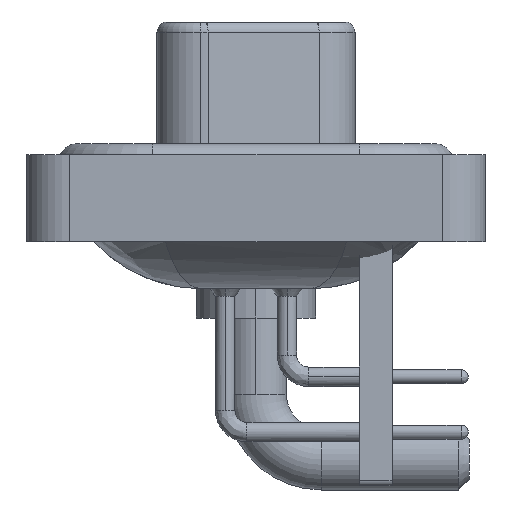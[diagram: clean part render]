
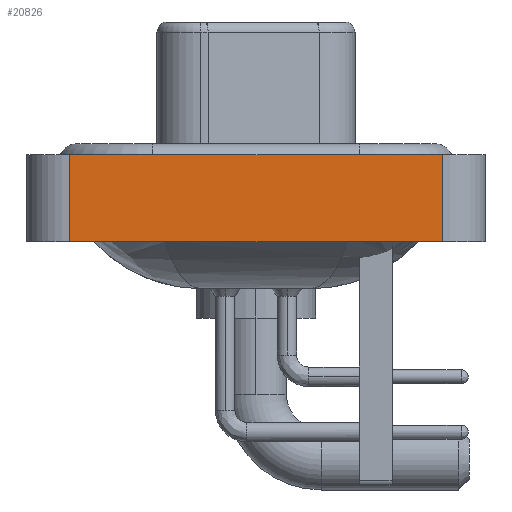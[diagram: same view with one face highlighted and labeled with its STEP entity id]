
A CAD part, left-side view. The second image highlights one B-rep face of the part: STEP entity #20826.
In plain terms, the highlighted planar face has unit normal (-1, 0, 0).
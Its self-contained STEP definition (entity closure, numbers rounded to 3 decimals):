
#869 = ORIENTED_EDGE ( 'NONE', *, *, #12987, .T. ) ;
#891 = DIRECTION ( 'NONE',  ( -1., 0., 0. ) ) ;
#1203 = VERTEX_POINT ( 'NONE', #20205 ) ;
#4936 = LINE ( 'NONE', #14312, #19347 ) ;
#5633 = AXIS2_PLACEMENT_3D ( 'NONE', #14858, #891, #10265 ) ;
#5647 = CARTESIAN_POINT ( 'NONE',  ( -7.35, -8.55, -3.6 ) ) ;
#5803 = FACE_OUTER_BOUND ( 'NONE', #20342, .T. ) ;
#6408 = LINE ( 'NONE', #8566, #21713 ) ;
#6651 = ORIENTED_EDGE ( 'NONE', *, *, #20579, .F. ) ;
#8566 = CARTESIAN_POINT ( 'NONE',  ( -7.35, -8.55, -3.6 ) ) ;
#8840 = CARTESIAN_POINT ( 'NONE',  ( -7.35, 8.55, -3.6 ) ) ;
#10265 = DIRECTION ( 'NONE',  ( 0., 0., 1. ) ) ;
#10270 = LINE ( 'NONE', #5647, #26276 ) ;
#10421 = PLANE ( 'NONE',  #5633 ) ;
#11067 = CARTESIAN_POINT ( 'NONE',  ( -7.35, 8.55, -3.6 ) ) ;
#12987 = EDGE_CURVE ( 'NONE', #1203, #13303, #6408, .T. ) ;
#13303 = VERTEX_POINT ( 'NONE', #19555 ) ;
#13622 = DIRECTION ( 'NONE',  ( 0., 0., 1. ) ) ;
#14230 = EDGE_CURVE ( 'NONE', #29187, #1203, #10270, .T. ) ;
#14312 = CARTESIAN_POINT ( 'NONE',  ( -7.35, -8.55, 0.4 ) ) ;
#14858 = CARTESIAN_POINT ( 'NONE',  ( -7.35, -8.55, -3.6 ) ) ;
#15639 = LINE ( 'NONE', #11067, #28780 ) ;
#17013 = DIRECTION ( 'NONE',  ( 0., -1., 0. ) ) ;
#18544 = DIRECTION ( 'NONE',  ( 0., 0., 1. ) ) ;
#19347 = VECTOR ( 'NONE', #23671, 1000. ) ;
#19555 = CARTESIAN_POINT ( 'NONE',  ( -7.35, -8.55, 0.4 ) ) ;
#20205 = CARTESIAN_POINT ( 'NONE',  ( -7.35, -8.55, -3.6 ) ) ;
#20342 = EDGE_LOOP ( 'NONE', ( #869, #22933, #6651, #28677 ) ) ;
#20561 = CARTESIAN_POINT ( 'NONE',  ( -7.35, 8.55, 0.4 ) ) ;
#20579 = EDGE_CURVE ( 'NONE', #29187, #30088, #15639, .T. ) ;
#20826 = ADVANCED_FACE ( 'NONE', ( #5803 ), #10421, .T. ) ;
#21713 = VECTOR ( 'NONE', #13622, 1000. ) ;
#22268 = EDGE_CURVE ( 'NONE', #30088, #13303, #4936, .T. ) ;
#22933 = ORIENTED_EDGE ( 'NONE', *, *, #22268, .F. ) ;
#23671 = DIRECTION ( 'NONE',  ( 0., -1., 0. ) ) ;
#26276 = VECTOR ( 'NONE', #17013, 1000. ) ;
#28677 = ORIENTED_EDGE ( 'NONE', *, *, #14230, .T. ) ;
#28780 = VECTOR ( 'NONE', #18544, 1000. ) ;
#29187 = VERTEX_POINT ( 'NONE', #8840 ) ;
#30088 = VERTEX_POINT ( 'NONE', #20561 ) ;
